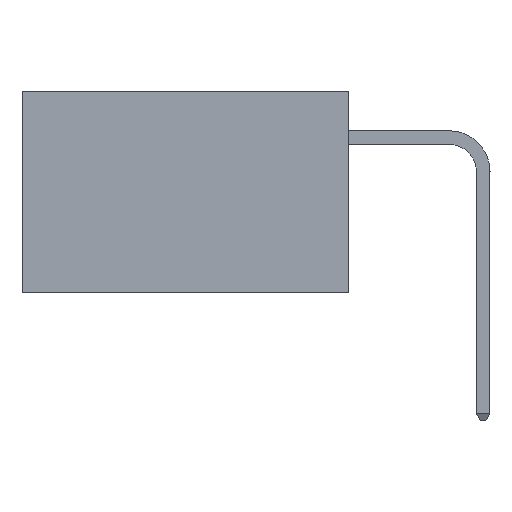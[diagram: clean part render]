
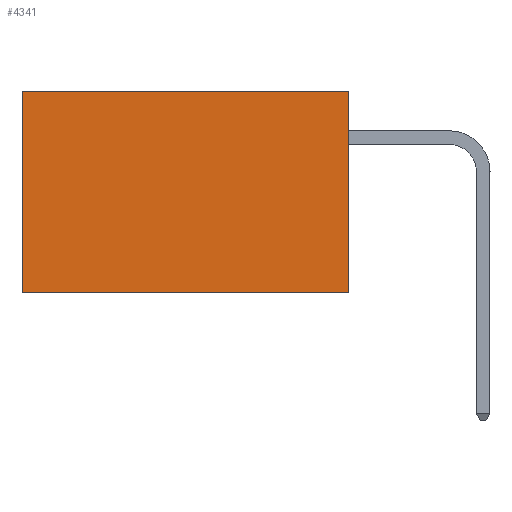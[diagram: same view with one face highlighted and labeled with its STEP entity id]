
A CAD part, left-side view. The second image highlights one B-rep face of the part: STEP entity #4341.
In plain terms, the highlighted planar face has unit normal (-1, 0, 0).
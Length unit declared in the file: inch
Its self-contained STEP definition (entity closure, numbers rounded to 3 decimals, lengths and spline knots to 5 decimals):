
#119 = CARTESIAN_POINT ( 'NONE',  ( 0.2875, 0.6, 0. ) ) ;
#836 = CARTESIAN_POINT ( 'NONE',  ( 0.2875, 0.6, -0.37 ) ) ;
#2389 = DIRECTION ( 'NONE',  ( 0., 1., 0. ) ) ;
#3619 = LINE ( 'NONE', #119, #26889 ) ;
#3893 = CARTESIAN_POINT ( 'NONE',  ( 0.2875, 0., 0. ) ) ;
#4341 = ADVANCED_FACE ( 'NONE', ( #9980 ), #28752, .F. ) ;
#4592 = VERTEX_POINT ( 'NONE', #836 ) ;
#4768 = CARTESIAN_POINT ( 'NONE',  ( 0.2875, 0., -0.37 ) ) ;
#4813 = VERTEX_POINT ( 'NONE', #29109 ) ;
#7919 = EDGE_LOOP ( 'NONE', ( #20474, #14814, #18285, #23404 ) ) ;
#8148 = CARTESIAN_POINT ( 'NONE',  ( 0.2875, 0., 0. ) ) ;
#8508 = EDGE_CURVE ( 'NONE', #27873, #4813, #12856, .T. ) ;
#9123 = VERTEX_POINT ( 'NONE', #15391 ) ;
#9980 = FACE_OUTER_BOUND ( 'NONE', #7919, .T. ) ;
#10078 = EDGE_CURVE ( 'NONE', #4813, #4592, #29747, .T. ) ;
#10314 = VECTOR ( 'NONE', #13196, 39.37008 ) ;
#11908 = DIRECTION ( 'NONE',  ( 0., 0., -1. ) ) ;
#12186 = DIRECTION ( 'NONE',  ( 0., 1., 0. ) ) ;
#12856 = LINE ( 'NONE', #29322, #10314 ) ;
#13196 = DIRECTION ( 'NONE',  ( 0., 0., -1. ) ) ;
#14102 = DIRECTION ( 'NONE',  ( 0., 0., -1. ) ) ;
#14814 = ORIENTED_EDGE ( 'NONE', *, *, #10078, .F. ) ;
#14965 = DIRECTION ( 'NONE',  ( 1., 0., 0. ) ) ;
#15391 = CARTESIAN_POINT ( 'NONE',  ( 0.2875, 0.6, 0. ) ) ;
#15700 = EDGE_CURVE ( 'NONE', #27873, #9123, #30178, .T. ) ;
#17436 = AXIS2_PLACEMENT_3D ( 'NONE', #3893, #14965, #14102 ) ;
#18285 = ORIENTED_EDGE ( 'NONE', *, *, #8508, .F. ) ;
#19102 = CARTESIAN_POINT ( 'NONE',  ( 0.2875, 0., 0. ) ) ;
#20474 = ORIENTED_EDGE ( 'NONE', *, *, #30042, .T. ) ;
#23404 = ORIENTED_EDGE ( 'NONE', *, *, #15700, .T. ) ;
#26889 = VECTOR ( 'NONE', #11908, 39.37008 ) ;
#27873 = VERTEX_POINT ( 'NONE', #8148 ) ;
#28752 = PLANE ( 'NONE',  #17436 ) ;
#29031 = VECTOR ( 'NONE', #2389, 39.37008 ) ;
#29109 = CARTESIAN_POINT ( 'NONE',  ( 0.2875, 0., -0.37 ) ) ;
#29322 = CARTESIAN_POINT ( 'NONE',  ( 0.2875, 0., 0. ) ) ;
#29462 = VECTOR ( 'NONE', #12186, 39.37008 ) ;
#29747 = LINE ( 'NONE', #4768, #29031 ) ;
#30042 = EDGE_CURVE ( 'NONE', #9123, #4592, #3619, .T. ) ;
#30178 = LINE ( 'NONE', #19102, #29462 ) ;
